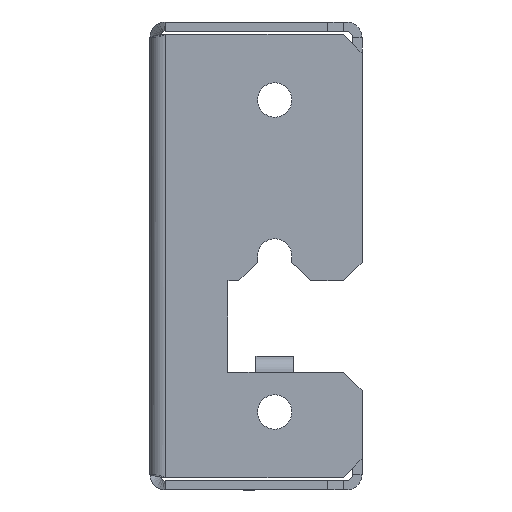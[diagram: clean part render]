
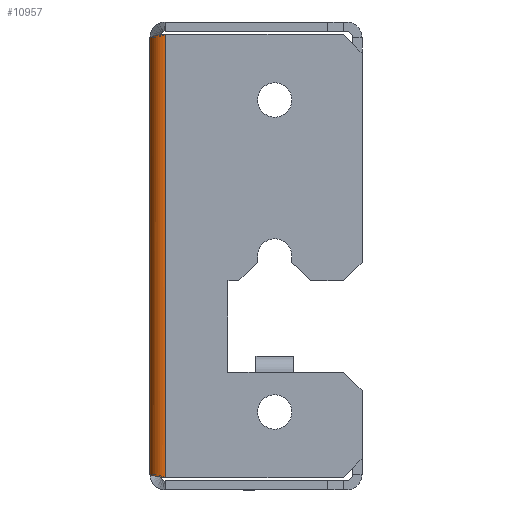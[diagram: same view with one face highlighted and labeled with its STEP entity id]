
A CAD part, left-side view. The second image highlights one B-rep face of the part: STEP entity #10957.
In plain terms, the highlighted cylindrical face has radius 2.5 mm (diameter 5 mm), a partial arc.
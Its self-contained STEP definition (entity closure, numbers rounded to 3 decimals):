
#396 = CARTESIAN_POINT ( 'NONE',  ( -247.536, -0.501, -35.208 ) ) ;
#593 = VECTOR ( 'NONE', #9178, 1000. ) ;
#1520 = CARTESIAN_POINT ( 'NONE',  ( -248.5, -2.173, -35.458 ) ) ;
#2264 = EDGE_CURVE ( 'NONE', #18487, #6591, #6427, .T. ) ;
#2313 = LINE ( 'NONE', #12631, #593 ) ;
#2408 = B_SPLINE_CURVE_WITH_KNOTS ( 'NONE', 3,
 ( #18080, #7130, #8660, #8857, #19413, #2463, #18275, #13605, #14735, #15034 ),
 .UNSPECIFIED., .F., .F.,
 ( 4, 2, 2, 2, 4 ),
 ( 0., 0.25, 0.5, 0.75, 1. ),
 .UNSPECIFIED. ) ;
#2463 = CARTESIAN_POINT ( 'NONE',  ( -247.536, -0.501, 35.208 ) ) ;
#4467 = CARTESIAN_POINT ( 'NONE',  ( -246., 0., 35. ) ) ;
#4714 = VECTOR ( 'NONE', #11983, 1000. ) ;
#4773 = ORIENTED_EDGE ( 'NONE', *, *, #2264, .T. ) ;
#5490 = CARTESIAN_POINT ( 'NONE',  ( -246., 0., 35. ) ) ;
#5960 = CARTESIAN_POINT ( 'NONE',  ( -248.5, -2.5, -35.5 ) ) ;
#6427 = B_SPLINE_CURVE_WITH_KNOTS ( 'NONE', 3,
 ( #15731, #15417, #9448, #11273, #396, #6607, #8016, #14197, #1520, #13901 ),
 .UNSPECIFIED., .F., .F.,
 ( 4, 2, 2, 2, 4 ),
 ( 0., 0.25, 0.5, 0.75, 1. ),
 .UNSPECIFIED. ) ;
#6591 = VERTEX_POINT ( 'NONE', #5960 ) ;
#6607 = CARTESIAN_POINT ( 'NONE',  ( -247.999, -0.964, -35.292 ) ) ;
#7018 = LINE ( 'NONE', #5490, #4714 ) ;
#7130 = CARTESIAN_POINT ( 'NONE',  ( -248.5, -2.173, 35.458 ) ) ;
#7310 = ORIENTED_EDGE ( 'NONE', *, *, #10110, .T. ) ;
#8016 = CARTESIAN_POINT ( 'NONE',  ( -248.184, -1.241, -35.333 ) ) ;
#8034 = FACE_OUTER_BOUND ( 'NONE', #17669, .T. ) ;
#8660 = CARTESIAN_POINT ( 'NONE',  ( -248.435, -1.846, 35.417 ) ) ;
#8857 = CARTESIAN_POINT ( 'NONE',  ( -248.184, -1.241, 35.333 ) ) ;
#9178 = DIRECTION ( 'NONE',  ( 0., 0., 1. ) ) ;
#9448 = CARTESIAN_POINT ( 'NONE',  ( -246.654, -0.065, -35.083 ) ) ;
#10110 = EDGE_CURVE ( 'NONE', #12484, #18487, #7018, .T. ) ;
#10530 = EDGE_CURVE ( 'NONE', #12738, #12484, #2408, .T. ) ;
#10957 = ADVANCED_FACE ( 'NONE', ( #8034 ), #14025, .T. ) ;
#11273 = CARTESIAN_POINT ( 'NONE',  ( -247.259, -0.316, -35.167 ) ) ;
#11470 = CARTESIAN_POINT ( 'NONE',  ( -248.5, -2.5, 35.5 ) ) ;
#11550 = AXIS2_PLACEMENT_3D ( 'NONE', #18996, #15854, #17379 ) ;
#11983 = DIRECTION ( 'NONE',  ( 0., 0., -1. ) ) ;
#12484 = VERTEX_POINT ( 'NONE', #4467 ) ;
#12631 = CARTESIAN_POINT ( 'NONE',  ( -248.5, -2.5, 35. ) ) ;
#12738 = VERTEX_POINT ( 'NONE', #11470 ) ;
#12879 = ORIENTED_EDGE ( 'NONE', *, *, #19453, .T. ) ;
#13605 = CARTESIAN_POINT ( 'NONE',  ( -246.654, -0.065, 35.083 ) ) ;
#13901 = CARTESIAN_POINT ( 'NONE',  ( -248.5, -2.5, -35.5 ) ) ;
#14025 = CYLINDRICAL_SURFACE ( 'NONE', #11550, 2.5 ) ;
#14197 = CARTESIAN_POINT ( 'NONE',  ( -248.435, -1.846, -35.417 ) ) ;
#14735 = CARTESIAN_POINT ( 'NONE',  ( -246.327, 0., 35.042 ) ) ;
#15034 = CARTESIAN_POINT ( 'NONE',  ( -246., 0., 35. ) ) ;
#15417 = CARTESIAN_POINT ( 'NONE',  ( -246.327, 0., -35.042 ) ) ;
#15731 = CARTESIAN_POINT ( 'NONE',  ( -246., 0., -35. ) ) ;
#15854 = DIRECTION ( 'NONE',  ( 0., 0., 1. ) ) ;
#17379 = DIRECTION ( 'NONE',  ( 1., 0., 0. ) ) ;
#17669 = EDGE_LOOP ( 'NONE', ( #7310, #4773, #12879, #19564 ) ) ;
#18080 = CARTESIAN_POINT ( 'NONE',  ( -248.5, -2.5, 35.5 ) ) ;
#18275 = CARTESIAN_POINT ( 'NONE',  ( -247.259, -0.316, 35.167 ) ) ;
#18487 = VERTEX_POINT ( 'NONE', #19682 ) ;
#18996 = CARTESIAN_POINT ( 'NONE',  ( -246., -2.5, -71.06 ) ) ;
#19413 = CARTESIAN_POINT ( 'NONE',  ( -247.999, -0.964, 35.292 ) ) ;
#19453 = EDGE_CURVE ( 'NONE', #6591, #12738, #2313, .T. ) ;
#19564 = ORIENTED_EDGE ( 'NONE', *, *, #10530, .T. ) ;
#19682 = CARTESIAN_POINT ( 'NONE',  ( -246., 0., -35. ) ) ;
